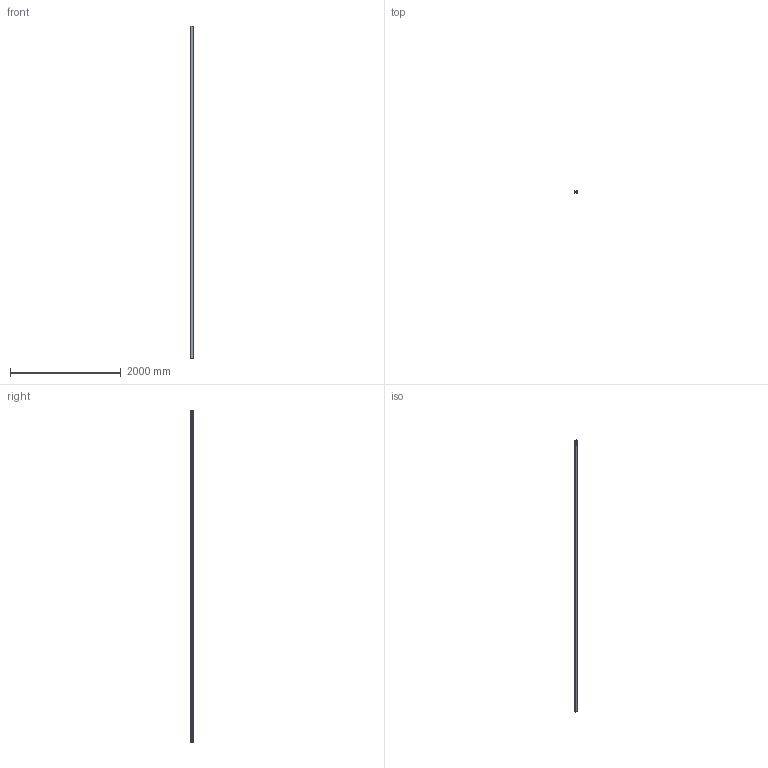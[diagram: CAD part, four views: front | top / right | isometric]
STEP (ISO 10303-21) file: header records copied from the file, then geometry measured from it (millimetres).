
FILE_DESCRIPTION (( 'STEP AP203' ), '1' );
FILE_NAME ('6995-6.step', '2021-12-22T10:31:57', ( '' ), ( '' ), 'SwSTEP 2.0', 'SolidWorks 2018', '' );
FILE_SCHEMA (( 'CONFIG_CONTROL_DESIGN' ));
Products named in the file (2): 6995-6
Bounding box: 60 x 40 x 6000 mm (x, y, z)
Volume: 2776122.8 mm3; surface area: 2225131.6 mm2
Topology: 1 solids, 1 shells, 3613 faces, 9572 edges, 7180 vertices
Faces by surface type: torus 2304, cylinder 1108, plane 109, bspline 92
Entity records: 256879 total; most frequent: CARTESIAN_POINT 178597, ORIENTED_EDGE 19144, DIRECTION 9658, EDGE_CURVE 9572, VERTEX_POINT 7180, B_SPLINE_CURVE_WITH_KNOTS 6988, EDGE_LOOP 4834, ADVANCED_FACE 3613
